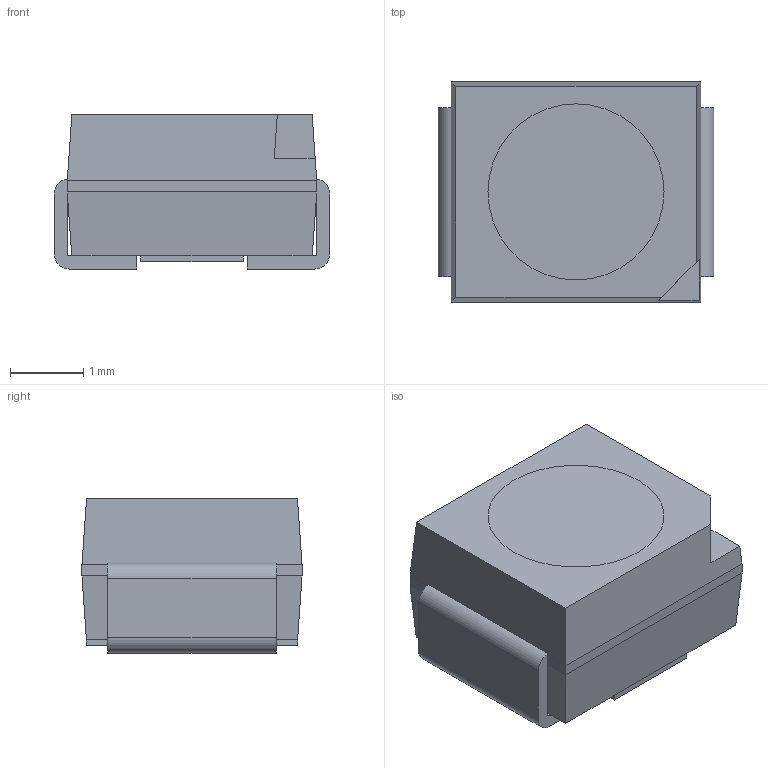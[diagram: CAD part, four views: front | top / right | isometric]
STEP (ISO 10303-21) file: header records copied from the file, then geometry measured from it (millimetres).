
FILE_DESCRIPTION(/* description */ (''),/* implementation_level */ '2;1');
FILE_NAME(/* name */ 'LED_3528_BLANCO.step',/* time_stamp */ '2019-09-11T16:34:50-05:00',/* author */ (''),/* organization */ (''),/* preprocessor_version */ 'ST-DEVELOPER v18',/* originating_system */ 'Autodesk Translation Framework v8.6.0.1094',/* authorisation */ '');
FILE_SCHEMA (('AUTOMOTIVE_DESIGN { 1 0 10303 214 3 1 1 }'));
Length unit declared in the file: millimetre
Products named in the file (5): LED_3528_BLANCO; User Library-SFH320_Imported; User Library-SFH320_Imported_2; User Library-SFH320_Imported_3; User Library-SFH320_Imported_4
Assembly tree (4 placements, depth 2):
  LED_3528_BLANCO
    User Library-SFH320_Imported
    User Library-SFH320_Imported_2
    User Library-SFH320_Imported_3
    User Library-SFH320_Imported_4
Bounding box: 3.76 x 3 x 2.1 mm (x, y, z)
Volume: 20.9 mm3; surface area: 81.9 mm2
Topology: 5 solids, 5 shells, 57 faces, 130 edges, 84 vertices
Faces by surface type: plane 47, cylinder 8, cone 2
Entity records: 1760 total; most frequent: DIRECTION 286, CARTESIAN_POINT 280, ORIENTED_EDGE 260, EDGE_CURVE 130, LINE 106, VECTOR 106, AXIS2_PLACEMENT_3D 90, VERTEX_POINT 84
